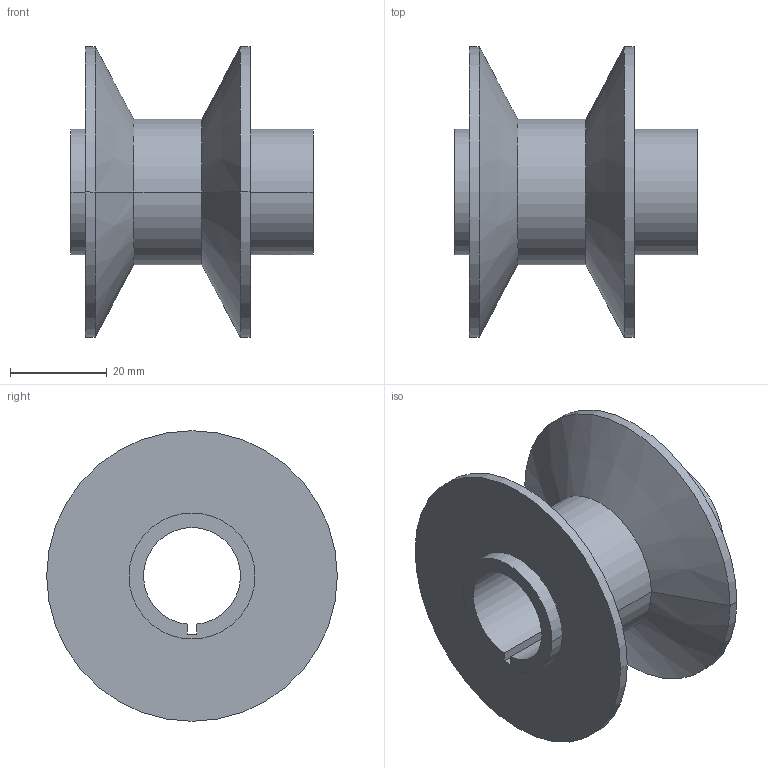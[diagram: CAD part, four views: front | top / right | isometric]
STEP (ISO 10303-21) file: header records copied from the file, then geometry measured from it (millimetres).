
FILE_DESCRIPTION (( 'STEP AP203' ), '1' );
FILE_NAME ('poulie vilebrequin bis 6 cm (step).STEP', '2022-05-04T18:58:40', ( '' ), ( '' ), 'SwSTEP 2.0', 'SolidWorks 2021', '' );
FILE_SCHEMA (( 'CONFIG_CONTROL_DESIGN' ));
Length unit declared in the file: millimetre
Products named in the file (1): poulie vilebrequin bis 6 cm (step)
Bounding box: 50 x 60 x 60 mm (x, y, z)
Volume: 40177.3 mm3; surface area: 16551.8 mm2
Topology: 1 solids, 1 shells, 25 faces, 56 edges, 34 vertices
Faces by surface type: cylinder 13, plane 8, cone 4
Entity records: 809 total; most frequent: CARTESIAN_POINT 148, DIRECTION 132, ORIENTED_EDGE 112, EDGE_CURVE 56, AXIS2_PLACEMENT_3D 52, VERTEX_POINT 34, EDGE_LOOP 30, VECTOR 28
